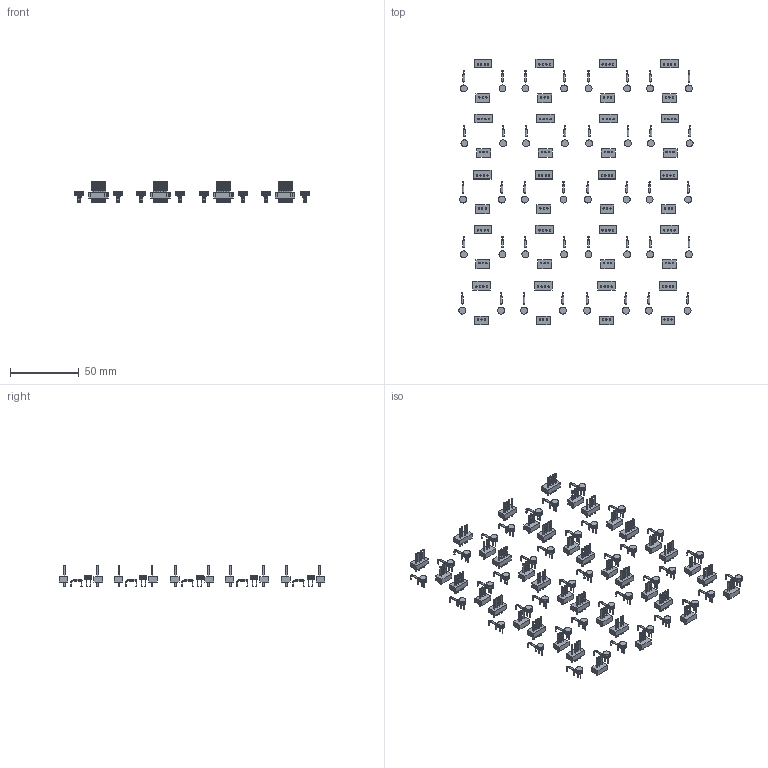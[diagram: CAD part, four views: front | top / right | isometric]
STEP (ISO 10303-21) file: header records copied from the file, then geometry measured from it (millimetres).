
FILE_DESCRIPTION(('PCB Model'),'2;1');
FILE_NAME('vest pcb.STEP', '2022-01-29T17:35:06',('Ebtkrat'),('Unspecified'), 'Open CASCADE STEP processor 6.8','Proteus','Unknown');
FILE_SCHEMA(('CONFIG_CONTROL_DESIGN','SHAPE_APPEARANCE_LAYER_MIM'));
Length unit declared in the file: millimetre
Products named in the file (144): Open CASCADE STEP translator 6.8 2; J1; Open CASCADE STEP translator 6.8 2.1.1; Body_1; Pin_1; Pin_2; Pin_3; Pin_4; VIBRATOR; Open CASCADE STEP translator 6.8 2.2.1; D19; Open CASCADE STEP translator 6.8 2.3.1; D20; Open CASCADE STEP translator 6.8 2.4.1; R11; Open CASCADE STEP translator 6.8 2.5.1; R12
Assembly tree (258 placements, depth 4):
  Open CASCADE STEP translator 6.8 2
    J1
      Open CASCADE STEP translator 6.8 2.1.1
        Body_1
        Pin_1
        Pin_2
        Pin_3
        Pin_4
    VIBRATOR
      Open CASCADE STEP translator 6.8 2.2.1
        Body_1
        Pin_1
        Pin_2
        Pin_3
    D19
      Open CASCADE STEP translator 6.8 2.3.1
        Body_1
        Pin_1
        Pin_2
    D20
      Open CASCADE STEP translator 6.8 2.4.1
        Body_1
        Pin_1
        Pin_2
    R11
      Open CASCADE STEP translator 6.8 2.5.1
        Body_1
        Pin_1
        Pin_2
    R12
      Open CASCADE STEP translator 6.8 2.5.1
        Body_1
        Pin_1
        Pin_2
    J1
      Open CASCADE STEP translator 6.8 2.1.1
        Body_1
        Pin_1
        Pin_2
        Pin_3
        Pin_4
    VIBRATOR
      Open CASCADE STEP translator 6.8 2.2.1
        Body_1
        Pin_1
        Pin_2
        Pin_3
    D19
      Open CASCADE STEP translator 6.8 2.3.1
        Body_1
        Pin_1
        Pin_2
    D20
      Open CASCADE STEP translator 6.8 2.4.1
        Body_1
        Pin_1
        Pin_2
    R11
      Open CASCADE STEP translator 6.8 2.5.1
        Body_1
Bounding box: 170.85 x 193.66 x 16 mm (x, y, z)
Volume: 16183.2 mm3; surface area: 25272.7 mm2
Topology: 420 solids, 420 shells, 4200 faces, 10360 edges, 5800 vertices
Faces by surface type: plane 1840, sphere 1200, cylinder 680, bspline 320, extrusion 80, torus 80
Entity records: 14727 total; most frequent: CARTESIAN_POINT 1376, DIRECTION 1305, CC_DESIGN_PERSON_AND_ORGANIZATION_ASSIGNMENT 834, ORIENTED_EDGE 808, CC_DESIGN_DATE_AND_TIME_ASSIGNMENT 546, AXIS2_PLACEMENT_3D 524, EDGE_CURVE 404, SHAPE_DEFINITION_REPRESENTATION 402
